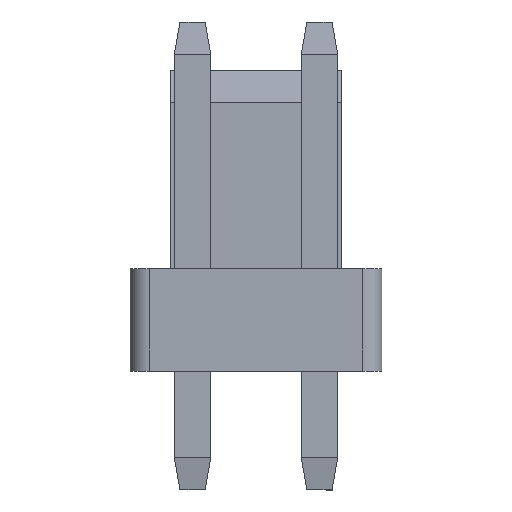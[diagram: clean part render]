
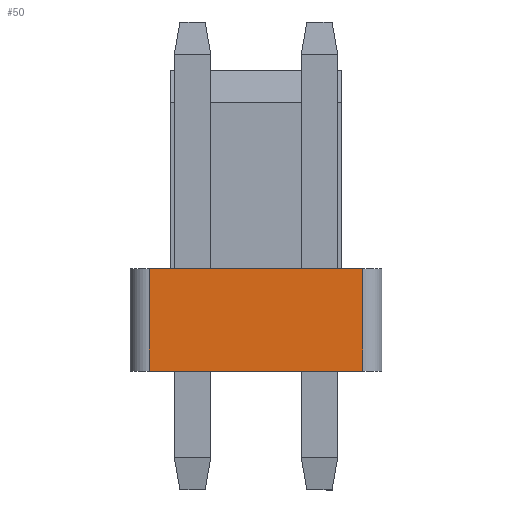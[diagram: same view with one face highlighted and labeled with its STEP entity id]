
A CAD part, top view. The second image highlights one B-rep face of the part: STEP entity #50.
In plain terms, the highlighted planar face has unit normal (0, 0, 1).
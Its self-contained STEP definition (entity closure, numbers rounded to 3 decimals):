
#5 = VECTOR ( 'NONE', #1298, 1000. ) ;
#50 = ADVANCED_FACE ( 'NONE', ( #416 ), #835, .T. ) ;
#94 = ORIENTED_EDGE ( 'NONE', *, *, #1645, .T. ) ;
#125 = DIRECTION ( 'NONE',  ( 0., 0., 1. ) ) ;
#127 = VERTEX_POINT ( 'NONE', #499 ) ;
#288 = CARTESIAN_POINT ( 'NONE',  ( -3.33, 0., 4.25 ) ) ;
#291 = EDGE_LOOP ( 'NONE', ( #94, #1887, #348, #1389 ) ) ;
#319 = AXIS2_PLACEMENT_3D ( 'NONE', #1433, #125, #1600 ) ;
#348 = ORIENTED_EDGE ( 'NONE', *, *, #753, .F. ) ;
#379 = CARTESIAN_POINT ( 'NONE',  ( -3.93, 0., 4.25 ) ) ;
#416 = FACE_OUTER_BOUND ( 'NONE', #291, .T. ) ;
#440 = CARTESIAN_POINT ( 'NONE',  ( -3.93, 3.2, 4.25 ) ) ;
#485 = VECTOR ( 'NONE', #947, 1000. ) ;
#489 = DIRECTION ( 'NONE',  ( 0., 1., 0. ) ) ;
#499 = CARTESIAN_POINT ( 'NONE',  ( -3.33, 3.2, 4.25 ) ) ;
#533 = LINE ( 'NONE', #1425, #5 ) ;
#548 = VERTEX_POINT ( 'NONE', #288 ) ;
#553 = VECTOR ( 'NONE', #489, 1000. ) ;
#568 = CARTESIAN_POINT ( 'NONE',  ( 3.33, 0., 4.25 ) ) ;
#753 = EDGE_CURVE ( 'NONE', #1210, #548, #1252, .T. ) ;
#811 = EDGE_CURVE ( 'NONE', #1210, #1611, #1560, .T. ) ;
#835 = PLANE ( 'NONE',  #319 ) ;
#947 = DIRECTION ( 'NONE',  ( -1., 0., 0. ) ) ;
#1175 = EDGE_CURVE ( 'NONE', #127, #548, #533, .T. ) ;
#1203 = DIRECTION ( 'NONE',  ( -1., 0., 0. ) ) ;
#1210 = VERTEX_POINT ( 'NONE', #568 ) ;
#1227 = VECTOR ( 'NONE', #1203, 1000. ) ;
#1252 = LINE ( 'NONE', #379, #485 ) ;
#1298 = DIRECTION ( 'NONE',  ( 0., -1., 0. ) ) ;
#1389 = ORIENTED_EDGE ( 'NONE', *, *, #811, .T. ) ;
#1416 = CARTESIAN_POINT ( 'NONE',  ( 3.33, 3.2, 4.25 ) ) ;
#1425 = CARTESIAN_POINT ( 'NONE',  ( -3.33, 0., 4.25 ) ) ;
#1433 = CARTESIAN_POINT ( 'NONE',  ( -3.93, 3.2, 4.25 ) ) ;
#1560 = LINE ( 'NONE', #1416, #553 ) ;
#1600 = DIRECTION ( 'NONE',  ( 0., -1., 0. ) ) ;
#1611 = VERTEX_POINT ( 'NONE', #1900 ) ;
#1645 = EDGE_CURVE ( 'NONE', #1611, #127, #1756, .T. ) ;
#1756 = LINE ( 'NONE', #440, #1227 ) ;
#1887 = ORIENTED_EDGE ( 'NONE', *, *, #1175, .T. ) ;
#1900 = CARTESIAN_POINT ( 'NONE',  ( 3.33, 3.2, 4.25 ) ) ;
